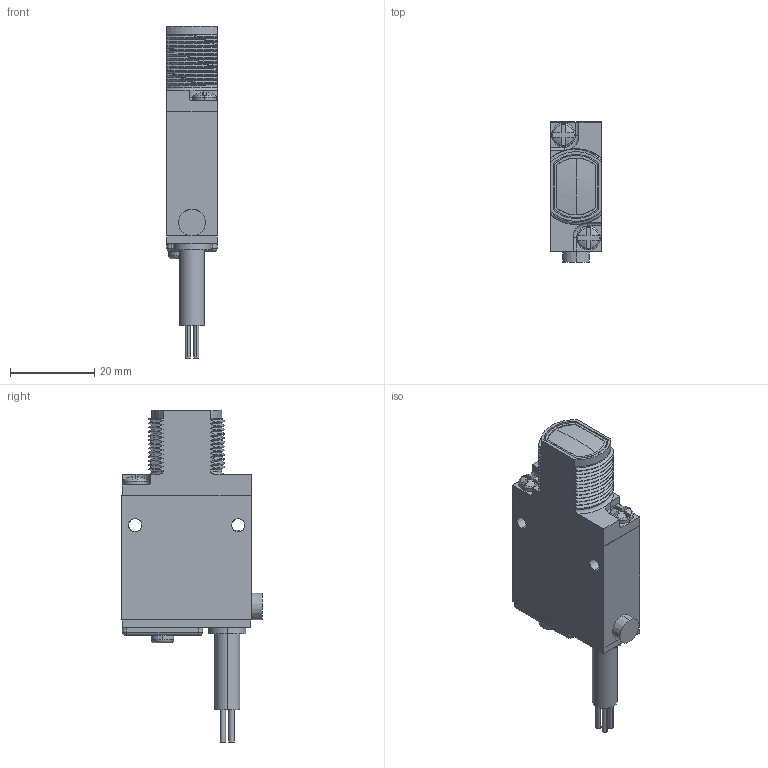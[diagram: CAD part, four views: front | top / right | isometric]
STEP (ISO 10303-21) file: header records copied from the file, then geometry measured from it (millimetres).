
FILE_DESCRIPTION((''),'2;1');
FILE_NAME('154443_SM01_ASM','2025-09-08T14:02:32',('banengservice'),('BANNER ENGINEERING'),'CREO PARAMETRIC BY PTC INC, 2022414','CREO PARAMETRIC BY PTC INC, 2022414','');
FILE_SCHEMA(('CONFIG_CONTROL_DESIGN'));
Products named in the file (3): 154443_EP01; 09460_WEB; 154443_SM01_ASM
Assembly tree (2 placements, depth 2):
  154443_SM01_ASM
    154443_EP01
    09460_WEB
Bounding box: 12.09 x 33.32 x 78.73 mm (x, y, z)
Volume: 17739.5 mm3; surface area: 6577.7 mm2
Topology: 2 solids, 2 shells, 270 faces, 730 edges, 475 vertices
Faces by surface type: bspline 85, plane 77, cylinder 72, cone 16, torus 10, sphere 10
Entity records: 13014 total; most frequent: CARTESIAN_POINT 6715, ORIENTED_EDGE 1456, DIRECTION 1043, EDGE_CURVE 728, VERTEX_POINT 475, AXIS2_PLACEMENT_3D 366, VECTOR 311, LINE 311
